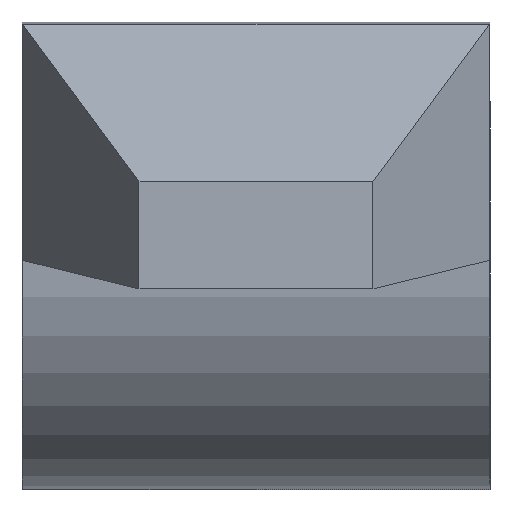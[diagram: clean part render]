
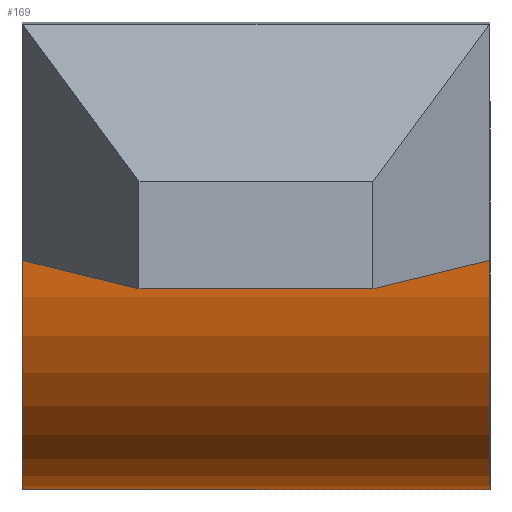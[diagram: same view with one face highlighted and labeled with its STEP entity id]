
A CAD part, left-side view. The second image highlights one B-rep face of the part: STEP entity #169.
In plain terms, the highlighted cylindrical face has radius 40 mm (diameter 80 mm), a partial arc.
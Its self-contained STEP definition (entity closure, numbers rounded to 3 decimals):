
#169=ADVANCED_FACE('',(#377),#378,.T.);
#197=EDGE_CURVE('',#243,#221,#410,.T.);
#199=EDGE_CURVE('',#231,#211,#412,.T.);
#205=EDGE_CURVE('',#221,#211,#418,.T.);
#211=VERTEX_POINT('',#424);
#221=VERTEX_POINT('',#434);
#227=EDGE_CURVE('',#231,#243,#441,.T.);
#231=VERTEX_POINT('',#445);
#243=VERTEX_POINT('',#460);
#377=FACE_OUTER_BOUND('',#605,.T.);
#378=CYLINDRICAL_SURFACE('',#606,40.0);
#410=LINE('',#651,#652);
#412=LINE('',#655,#656);
#418=CIRCLE('',#665,40.0);
#424=CARTESIAN_POINT('',(40.0,-40.0,5.622));
#434=CARTESIAN_POINT('',(80.0,-40.0,-34.378));
#441=CIRCLE('',#698,40.0);
#445=CARTESIAN_POINT('',(40.0,40.0,5.622));
#460=CARTESIAN_POINT('',(80.0,40.0,-34.378));
#605=EDGE_LOOP('',(#946,#947,#948,#949));
#606=AXIS2_PLACEMENT_3D('',#950,#951,#952);
#651=CARTESIAN_POINT('',(80.0,0.,-34.378));
#652=VECTOR('',#991,1.0);
#655=CARTESIAN_POINT('',(40.0,0.,5.622));
#656=VECTOR('',#992,1.0);
#665=AXIS2_PLACEMENT_3D('',#994,#995,#996);
#698=AXIS2_PLACEMENT_3D('',#1015,#1016,#1017);
#946=ORIENTED_EDGE('',*,*,#205,.T.);
#947=ORIENTED_EDGE('',*,*,#199,.F.);
#948=ORIENTED_EDGE('',*,*,#227,.T.);
#949=ORIENTED_EDGE('',*,*,#197,.T.);
#950=CARTESIAN_POINT('',(80.0,0.,5.622));
#951=DIRECTION('',(-0.0,1.0,0.));
#952=DIRECTION('',(-1.0,0.,0.));
#991=DIRECTION('',(0.0,-1.0,0.));
#992=DIRECTION('',(0.0,-1.0,0.));
#994=CARTESIAN_POINT('',(80.0,-40.0,5.622));
#995=DIRECTION('',(0.0,1.0,0.));
#996=DIRECTION('',(-1.0,0.,0.));
#1015=CARTESIAN_POINT('',(80.0,40.0,5.622));
#1016=DIRECTION('',(0.0,-1.0,0.));
#1017=DIRECTION('',(-1.0,0.,0.));
